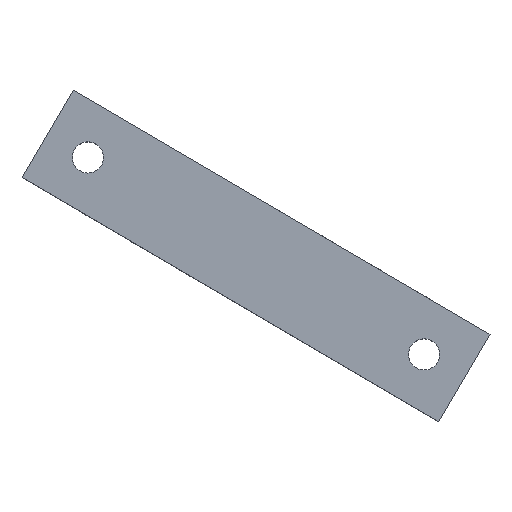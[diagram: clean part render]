
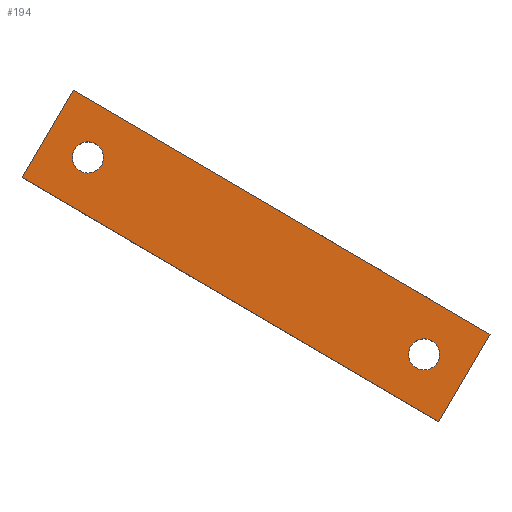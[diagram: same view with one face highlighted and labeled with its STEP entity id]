
A CAD part, top view. The second image highlights one B-rep face of the part: STEP entity #194.
In plain terms, the highlighted planar face has unit normal (0, 0, 1).
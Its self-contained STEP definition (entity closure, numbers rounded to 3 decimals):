
#9 = VERTEX_POINT ( 'NONE', #423 ) ;
#28 = CARTESIAN_POINT ( 'NONE',  ( -47.263, 41.843, 26. ) ) ;
#30 = DIRECTION ( 'NONE',  ( 1., 0., 0. ) ) ;
#55 = AXIS2_PLACEMENT_3D ( 'NONE', #225, #115, #395 ) ;
#62 = EDGE_CURVE ( 'NONE', #292, #364, #473, .T. ) ;
#68 = DIRECTION ( 'NONE',  ( -0.863, 0.505, 0. ) ) ;
#111 = CARTESIAN_POINT ( 'NONE',  ( -39.48, 24.561, 26. ) ) ;
#114 = EDGE_CURVE ( 'NONE', #507, #9, #398, .T. ) ;
#115 = DIRECTION ( 'NONE',  ( 0., 0., 1. ) ) ;
#144 = DIRECTION ( 'NONE',  ( -0.505, -0.863, 0. ) ) ;
#152 = FACE_OUTER_BOUND ( 'NONE', #453, .T. ) ;
#153 = EDGE_CURVE ( 'NONE', #9, #292, #270, .T. ) ;
#172 = DIRECTION ( 'NONE',  ( 0., 0., 1. ) ) ;
#182 = CARTESIAN_POINT ( 'NONE',  ( 59.731, -20.833, 26. ) ) ;
#184 = DIRECTION ( 'NONE',  ( 1., 0., 0. ) ) ;
#185 = EDGE_LOOP ( 'NONE', ( #471 ) ) ;
#193 = FACE_BOUND ( 'NONE', #360, .T. ) ;
#194 = ADVANCED_FACE ( 'NONE', ( #193, #152, #231 ), #439, .T. ) ;
#221 = LINE ( 'NONE', #374, #373 ) ;
#225 = CARTESIAN_POINT ( 'NONE',  ( 0., 0., 26. ) ) ;
#229 = CIRCLE ( 'NONE', #328, 4. ) ;
#231 = FACE_BOUND ( 'NONE', #185, .T. ) ;
#246 = EDGE_CURVE ( 'NONE', #314, #314, #391, .T. ) ;
#256 = ORIENTED_EDGE ( 'NONE', *, *, #62, .T. ) ;
#270 = LINE ( 'NONE', #433, #532 ) ;
#280 = CARTESIAN_POINT ( 'NONE',  ( -43.48, 24.561, 26. ) ) ;
#281 = ORIENTED_EDGE ( 'NONE', *, *, #153, .T. ) ;
#292 = VERTEX_POINT ( 'NONE', #538 ) ;
#314 = VERTEX_POINT ( 'NONE', #111 ) ;
#328 = AXIS2_PLACEMENT_3D ( 'NONE', #339, #172, #184 ) ;
#332 = ORIENTED_EDGE ( 'NONE', *, *, #114, .T. ) ;
#339 = CARTESIAN_POINT ( 'NONE',  ( 42.806, -25.985, 26. ) ) ;
#357 = EDGE_CURVE ( 'NONE', #520, #520, #229, .T. ) ;
#360 = EDGE_LOOP ( 'NONE', ( #510 ) ) ;
#364 = VERTEX_POINT ( 'NONE', #513 ) ;
#373 = VECTOR ( 'NONE', #385, 1000. ) ;
#374 = CARTESIAN_POINT ( 'NONE',  ( 59.731, -20.833, 26. ) ) ;
#385 = DIRECTION ( 'NONE',  ( 0.505, 0.863, 0. ) ) ;
#387 = CARTESIAN_POINT ( 'NONE',  ( 46.806, -25.985, 26. ) ) ;
#389 = CARTESIAN_POINT ( 'NONE',  ( -60.405, 19.409, 26. ) ) ;
#391 = CIRCLE ( 'NONE', #441, 4. ) ;
#395 = DIRECTION ( 'NONE',  ( 1., 0., 0. ) ) ;
#398 = LINE ( 'NONE', #28, #516 ) ;
#400 = EDGE_CURVE ( 'NONE', #364, #507, #221, .T. ) ;
#423 = CARTESIAN_POINT ( 'NONE',  ( -47.263, 41.843, 26. ) ) ;
#433 = CARTESIAN_POINT ( 'NONE',  ( -47.263, 41.843, 26. ) ) ;
#436 = DIRECTION ( 'NONE',  ( 0.863, -0.505, 0. ) ) ;
#439 = PLANE ( 'NONE',  #55 ) ;
#441 = AXIS2_PLACEMENT_3D ( 'NONE', #280, #450, #30 ) ;
#450 = DIRECTION ( 'NONE',  ( 0., 0., 1. ) ) ;
#453 = EDGE_LOOP ( 'NONE', ( #281, #256, #503, #332 ) ) ;
#471 = ORIENTED_EDGE ( 'NONE', *, *, #246, .F. ) ;
#473 = LINE ( 'NONE', #389, #508 ) ;
#503 = ORIENTED_EDGE ( 'NONE', *, *, #400, .T. ) ;
#507 = VERTEX_POINT ( 'NONE', #182 ) ;
#508 = VECTOR ( 'NONE', #436, 1000. ) ;
#510 = ORIENTED_EDGE ( 'NONE', *, *, #357, .F. ) ;
#513 = CARTESIAN_POINT ( 'NONE',  ( 46.589, -43.267, 26. ) ) ;
#516 = VECTOR ( 'NONE', #68, 1000. ) ;
#520 = VERTEX_POINT ( 'NONE', #387 ) ;
#532 = VECTOR ( 'NONE', #144, 1000. ) ;
#538 = CARTESIAN_POINT ( 'NONE',  ( -60.405, 19.409, 26. ) ) ;
